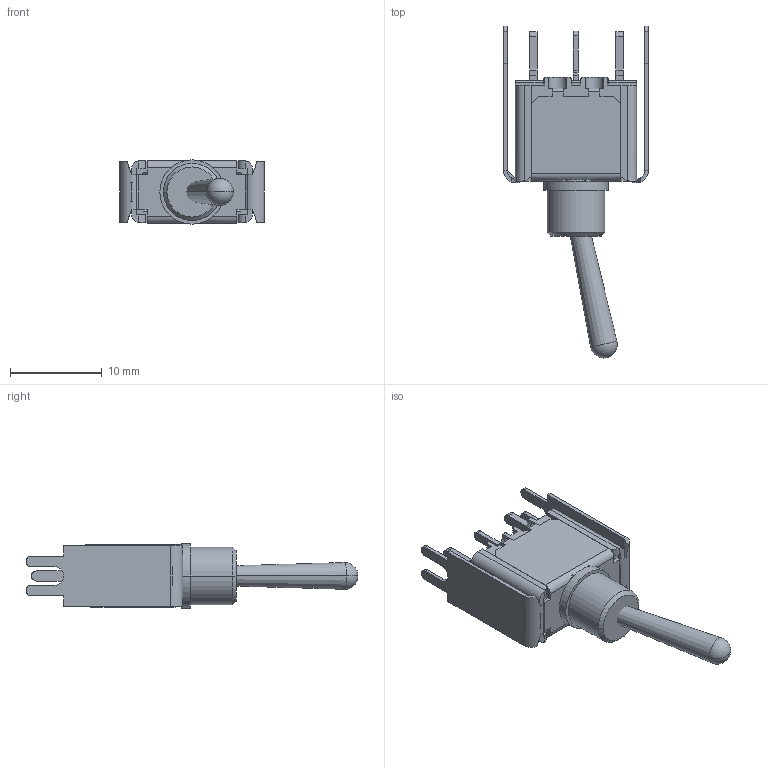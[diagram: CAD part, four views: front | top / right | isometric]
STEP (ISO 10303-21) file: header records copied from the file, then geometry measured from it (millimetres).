
FILE_DESCRIPTION((''),'2;1');
FILE_NAME('5232YCDB','2014-12-15T',('brevel'),(''),'PRO/ENGINEER BY PARAMETRIC TECHNOLOGY CORPORATION, 2013410','PRO/ENGINEER BY PARAMETRIC TECHNOLOGY CORPORATION, 2013410','');
FILE_SCHEMA(('CONFIG_CONTROL_DESIGN'));
Length unit declared in the file: millimetre
Products named in the file (1): 5232YCDB
Bounding box: 15.75 x 36.18 x 7 mm (x, y, z)
Surface area: 2350.3 mm2 (no closed solid volume)
Topology: 0 solids, 13 shells, 394 faces, 1120 edges, 707 vertices
Faces by surface type: plane 270, cylinder 90, sphere 10, bspline 10, torus 8, cone 6
Entity records: 13040 total; most frequent: CARTESIAN_POINT 3014, ORIENTED_EDGE 2056, DIRECTION 2012, EDGE_CURVE 1110, VECTOR 788, LINE 788, VERTEX_POINT 707, AXIS2_PLACEMENT_3D 612
